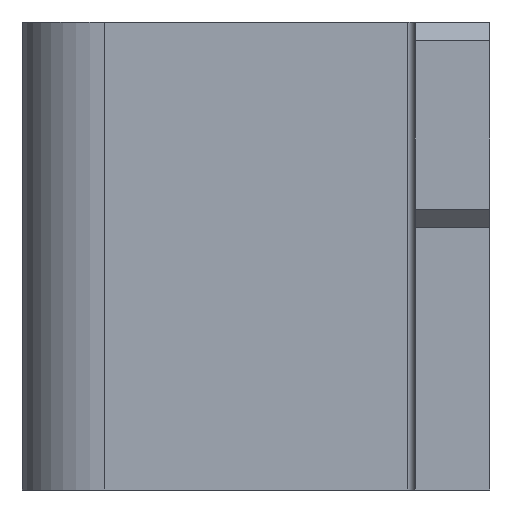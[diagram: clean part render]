
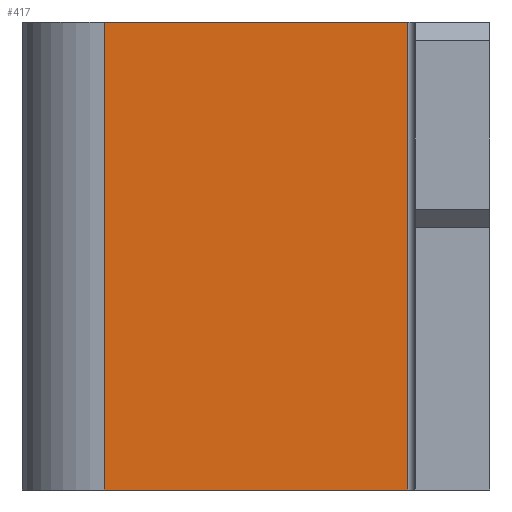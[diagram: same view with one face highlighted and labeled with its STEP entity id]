
A CAD part, front view. The second image highlights one B-rep face of the part: STEP entity #417.
In plain terms, the highlighted planar face has unit normal (0, -1, 0).
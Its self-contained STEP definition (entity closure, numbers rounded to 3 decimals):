
#5 = EDGE_CURVE ( 'NONE', #637, #970, #583, .T. ) ;
#6 = PLANE ( 'NONE',  #631 ) ;
#8 = DIRECTION ( 'NONE',  ( 0., 0., -1. ) ) ;
#12 = VERTEX_POINT ( 'NONE', #888 ) ;
#14 = ORIENTED_EDGE ( 'NONE', *, *, #972, .F. ) ;
#33 = FACE_OUTER_BOUND ( 'NONE', #489, .T. ) ;
#34 = ORIENTED_EDGE ( 'NONE', *, *, #191, .T. ) ;
#35 = LINE ( 'NONE', #921, #915 ) ;
#63 = CARTESIAN_POINT ( 'NONE',  ( 0.2, -25., 7.5 ) ) ;
#191 = EDGE_CURVE ( 'NONE', #637, #439, #35, .T. ) ;
#260 = LINE ( 'NONE', #650, #571 ) ;
#296 = CARTESIAN_POINT ( 'NONE',  ( 0., -25., 0. ) ) ;
#330 = EDGE_CURVE ( 'NONE', #970, #12, #792, .T. ) ;
#369 = DIRECTION ( 'NONE',  ( 0., -1., 0. ) ) ;
#372 = VECTOR ( 'NONE', #8, 1000. ) ;
#417 = ADVANCED_FACE ( 'NONE', ( #33 ), #6, .T. ) ;
#427 = DIRECTION ( 'NONE',  ( -1., 0., 0. ) ) ;
#439 = VERTEX_POINT ( 'NONE', #907 ) ;
#451 = DIRECTION ( 'NONE',  ( 1., 0., 0. ) ) ;
#489 = EDGE_LOOP ( 'NONE', ( #14, #941, #525, #34 ) ) ;
#508 = CARTESIAN_POINT ( 'NONE',  ( 10.5, -25., 7.5 ) ) ;
#525 = ORIENTED_EDGE ( 'NONE', *, *, #5, .F. ) ;
#564 = VECTOR ( 'NONE', #590, 1000. ) ;
#571 = VECTOR ( 'NONE', #427, 1000. ) ;
#583 = LINE ( 'NONE', #508, #564 ) ;
#590 = DIRECTION ( 'NONE',  ( 1., 0., 0. ) ) ;
#631 = AXIS2_PLACEMENT_3D ( 'NONE', #296, #369, #451 ) ;
#637 = VERTEX_POINT ( 'NONE', #63 ) ;
#650 = CARTESIAN_POINT ( 'NONE',  ( 0., -25., -5. ) ) ;
#663 = CARTESIAN_POINT ( 'NONE',  ( 8.3, -25., 5. ) ) ;
#738 = CARTESIAN_POINT ( 'NONE',  ( 8.3, -25., 7.5 ) ) ;
#781 = DIRECTION ( 'NONE',  ( 0., 0., -1. ) ) ;
#792 = LINE ( 'NONE', #663, #372 ) ;
#888 = CARTESIAN_POINT ( 'NONE',  ( 8.3, -25., -5. ) ) ;
#907 = CARTESIAN_POINT ( 'NONE',  ( 0.2, -25., -5. ) ) ;
#915 = VECTOR ( 'NONE', #781, 1000. ) ;
#921 = CARTESIAN_POINT ( 'NONE',  ( 0.2, -25., 0. ) ) ;
#941 = ORIENTED_EDGE ( 'NONE', *, *, #330, .F. ) ;
#970 = VERTEX_POINT ( 'NONE', #738 ) ;
#972 = EDGE_CURVE ( 'NONE', #12, #439, #260, .T. ) ;
